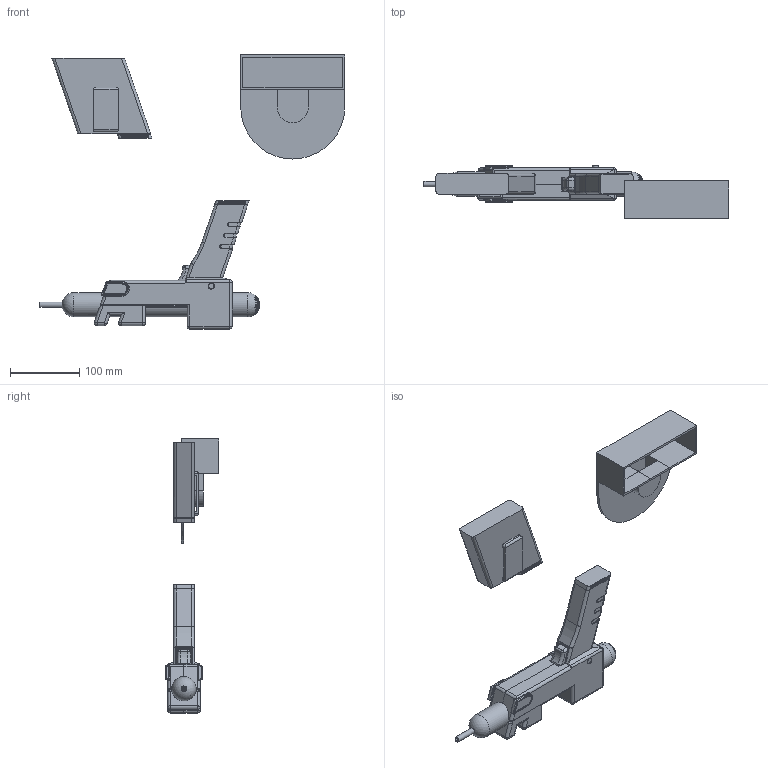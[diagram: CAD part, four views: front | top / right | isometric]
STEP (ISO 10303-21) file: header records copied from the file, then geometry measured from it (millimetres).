
FILE_DESCRIPTION(/* description */ (''),/* implementation_level */ '2;1');
FILE_NAME(/* name */ 'Laser Tag Bop-It All Parts STEP.step',/* time_stamp */ '2023-10-23T12:18:53-04:00',/* author */ (''),/* organization */ (''),/* preprocessor_version */ 'ST-DEVELOPER v20',/* originating_system */ 'Autodesk Translation Framework v12.14.0.127',/* authorisation */ '');
FILE_SCHEMA (('AUTOMOTIVE_DESIGN { 1 0 10303 214 3 1 1 }'));
Products named in the file (1): Laser Tag Bop-It
Bounding box: 440.31 x 76.67 x 395.1 mm (x, y, z)
Volume: 793627.4 mm3; surface area: 343982.2 mm2
Topology: 16 solids, 16 shells, 951 faces, 2980 edges, 2046 vertices
Faces by surface type: cylinder 481, plane 352, bspline 44, torus 40, sphere 33, cone 1
Full cylindrical faces by diameter (mm): 1 x223, 5 x1, 5.2 x2, 7.9 x1, 8 x2, 8.2 x2, 10 x1, 14 x1, 15 x1, 29 x3, 30 x2, 35 x2, 38.8 x1, 135 x1
Entity records: 49638 total; most frequent: CARTESIAN_POINT 23472, ORIENTED_EDGE 5944, DIRECTION 4459, EDGE_CURVE 2972, VERTEX_POINT 2046, AXIS2_PLACEMENT_3D 1559, EDGE_LOOP 1420, LINE 1341
